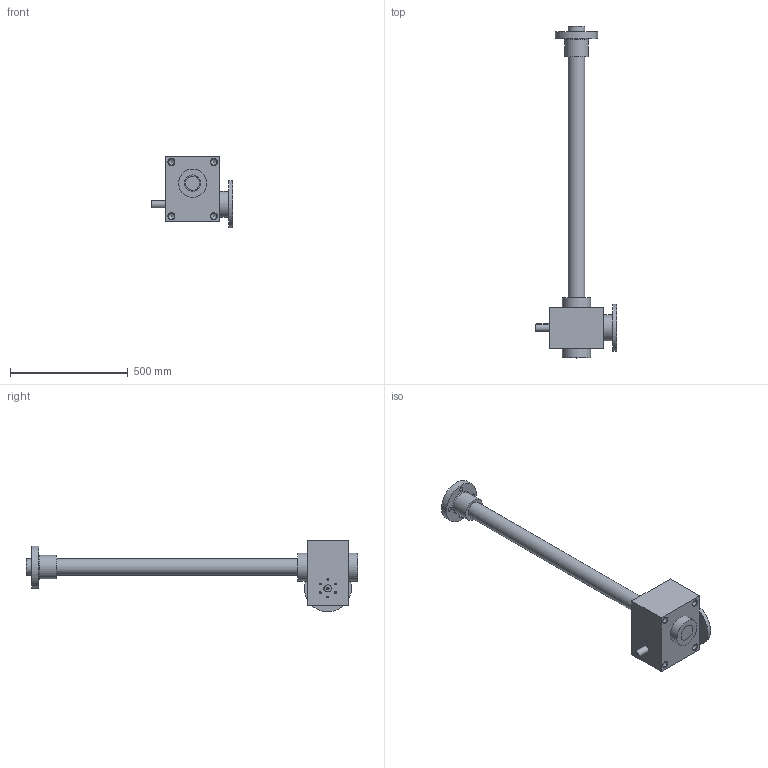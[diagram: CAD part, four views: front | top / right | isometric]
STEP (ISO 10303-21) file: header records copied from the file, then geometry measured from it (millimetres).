
FILE_DESCRIPTION( ( 'STEP AP214' ), ' ' );
FILE_NAME( 'TPR7010_MBD_132_B14_R.1_5_C.1000_-_-_-_-_-_-.stp', '2017-08-20T12:21:27', ( '' ), ( '' ), ' ', 'PARTsolutions', ' ' );
FILE_SCHEMA( ( 'AUTOMOTIVE_DESIGN { 1 0 10303 214 1 1 1 1 }' ) );
Length unit declared in the file: millimetre
Products named in the file (6): TPR7010_MBD_132/B14_R.1/5_C.1000_-_-_-_-_-_-; _TPR7010_4_1_1_1_tpr_1; _TPR7010-2; _TPR7010_1000_11-_tpr_3; _TPR7010_1000_1_tpr_4; _7010_12-fl
Assembly tree (5 placements, depth 2):
  TPR7010_MBD_132/B14_R.1/5_C.1000_-_-_-_-_-_-
    _TPR7010_4_1_1_1_tpr_1
    _TPR7010-2
    _TPR7010_1000_11-_tpr_3
    _TPR7010_1000_1_tpr_4
    _7010_12-fl
Bounding box: 345 x 1411 x 305 mm (x, y, z)
Volume: 18515470.3 mm3; surface area: 968240 mm2
Topology: 5 solids, 5 shells, 207 faces, 521 edges, 340 vertices
Faces by surface type: plane 101, cylinder 71, cone 34, torus 1
Full cylindrical faces by diameter (mm): 6.647 x6, 8.376 x1, 11 x4, 18 x4, 26.211 x8, 30 x2, 55 x1, 60 x2, 70 x1, 100 x1, 110 x1, 120 x2, 130 x1, 180 x1, 200 x1
Entity records: 7512 total; most frequent: CARTESIAN_POINT 1024, DIRECTION 1006, ORIENTED_EDGE 844, EDGE_CURVE 422, AXIS2_PLACEMENT_3D 373, VERTEX_POINT 327, EDGE_LOOP 316, LINE 260
